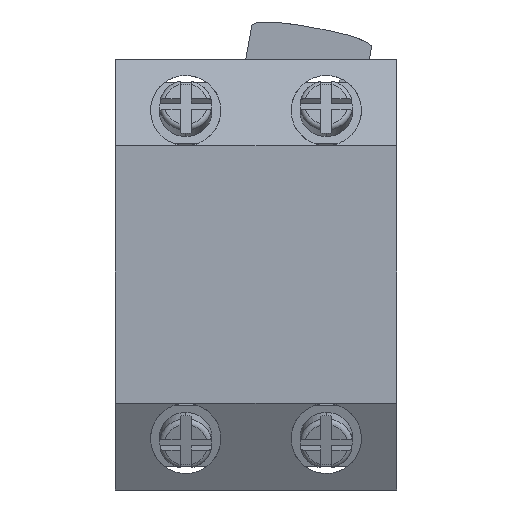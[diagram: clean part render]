
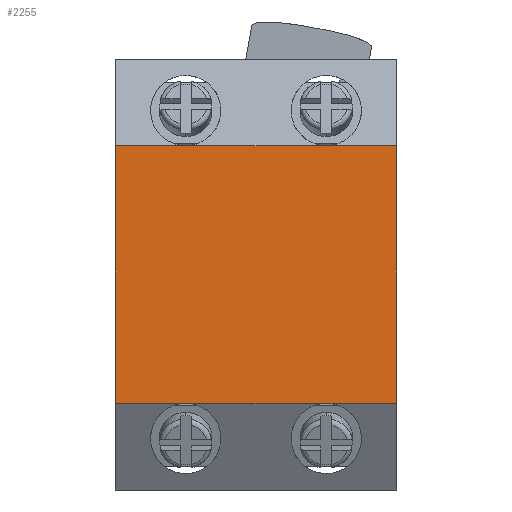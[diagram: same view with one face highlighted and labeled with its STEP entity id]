
A CAD part, front view. The second image highlights one B-rep face of the part: STEP entity #2255.
In plain terms, the highlighted planar face has unit normal (0, -1, 0).
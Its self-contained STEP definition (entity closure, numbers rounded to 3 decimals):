
#43 = CARTESIAN_POINT ( 'NONE',  ( 7.5, 0., -13.75 ) ) ;
#614 = VECTOR ( 'NONE', #3629, 1000. ) ;
#811 = FACE_OUTER_BOUND ( 'NONE', #9003, .T. ) ;
#924 = DIRECTION ( 'NONE',  ( 0., 0., -1. ) ) ;
#1076 = DIRECTION ( 'NONE',  ( -1., 0., 0. ) ) ;
#1200 = CARTESIAN_POINT ( 'NONE',  ( 7.5, 0., 13.75 ) ) ;
#1273 = LINE ( 'NONE', #4853, #4938 ) ;
#1312 = DIRECTION ( 'NONE',  ( -1., 0., 0. ) ) ;
#1452 = EDGE_CURVE ( 'NONE', #8644, #10221, #1894, .T. ) ;
#1503 = EDGE_CURVE ( 'NONE', #6001, #2320, #4404, .T. ) ;
#1563 = VERTEX_POINT ( 'NONE', #6097 ) ;
#1866 = CARTESIAN_POINT ( 'NONE',  ( 30., 0., 13.75 ) ) ;
#1894 = LINE ( 'NONE', #4233, #8236 ) ;
#2049 = VECTOR ( 'NONE', #1312, 1000. ) ;
#2255 = ADVANCED_FACE ( 'NONE', ( #811 ), #6659, .F. ) ;
#2304 = VECTOR ( 'NONE', #3800, 1000. ) ;
#2320 = VERTEX_POINT ( 'NONE', #4234 ) ;
#2493 = ORIENTED_EDGE ( 'NONE', *, *, #4372, .F. ) ;
#2579 = EDGE_CURVE ( 'NONE', #6407, #8644, #3758, .T. ) ;
#2861 = CARTESIAN_POINT ( 'NONE',  ( 30., 0., 13.75 ) ) ;
#2947 = LINE ( 'NONE', #1866, #614 ) ;
#3025 = ORIENTED_EDGE ( 'NONE', *, *, #4421, .T. ) ;
#3234 = ORIENTED_EDGE ( 'NONE', *, *, #2579, .F. ) ;
#3396 = ORIENTED_EDGE ( 'NONE', *, *, #8878, .F. ) ;
#3629 = DIRECTION ( 'NONE',  ( -1., 0., 0. ) ) ;
#3756 = DIRECTION ( 'NONE',  ( -1., 0., 0. ) ) ;
#3758 = LINE ( 'NONE', #7795, #2049 ) ;
#3800 = DIRECTION ( 'NONE',  ( -1., 0., 0. ) ) ;
#3926 = CARTESIAN_POINT ( 'NONE',  ( 30., 0., 13.75 ) ) ;
#4233 = CARTESIAN_POINT ( 'NONE',  ( 30., 0., -13.75 ) ) ;
#4234 = CARTESIAN_POINT ( 'NONE',  ( 0., 0., 13.75 ) ) ;
#4372 = EDGE_CURVE ( 'NONE', #10221, #1563, #10678, .T. ) ;
#4404 = LINE ( 'NONE', #2861, #5681 ) ;
#4421 = EDGE_CURVE ( 'NONE', #2320, #1563, #9911, .T. ) ;
#4747 = ORIENTED_EDGE ( 'NONE', *, *, #1452, .F. ) ;
#4853 = CARTESIAN_POINT ( 'NONE',  ( 30., 0., -13.75 ) ) ;
#4938 = VECTOR ( 'NONE', #7383, 1000. ) ;
#5091 = EDGE_CURVE ( 'NONE', #8558, #6001, #8754, .T. ) ;
#5164 = DIRECTION ( 'NONE',  ( -1., 0., 0. ) ) ;
#5681 = VECTOR ( 'NONE', #1076, 1000. ) ;
#5791 = VECTOR ( 'NONE', #5164, 1000. ) ;
#6001 = VERTEX_POINT ( 'NONE', #1200 ) ;
#6017 = CARTESIAN_POINT ( 'NONE',  ( 30., 0., -13.75 ) ) ;
#6097 = CARTESIAN_POINT ( 'NONE',  ( 0., 0., -13.75 ) ) ;
#6303 = VECTOR ( 'NONE', #924, 1000. ) ;
#6407 = VERTEX_POINT ( 'NONE', #6017 ) ;
#6419 = CARTESIAN_POINT ( 'NONE',  ( 22.5, 0., -13.75 ) ) ;
#6589 = ORIENTED_EDGE ( 'NONE', *, *, #5091, .T. ) ;
#6659 = PLANE ( 'NONE',  #8208 ) ;
#6693 = DIRECTION ( 'NONE',  ( 0., 0., 1. ) ) ;
#6847 = CARTESIAN_POINT ( 'NONE',  ( 30., 0., -13.75 ) ) ;
#6901 = VERTEX_POINT ( 'NONE', #8230 ) ;
#7383 = DIRECTION ( 'NONE',  ( 0., 0., -1. ) ) ;
#7626 = ORIENTED_EDGE ( 'NONE', *, *, #1503, .T. ) ;
#7795 = CARTESIAN_POINT ( 'NONE',  ( 30., 0., -13.75 ) ) ;
#7966 = CARTESIAN_POINT ( 'NONE',  ( 22.5, 0., 13.75 ) ) ;
#8208 = AXIS2_PLACEMENT_3D ( 'NONE', #8375, #8303, #6693 ) ;
#8230 = CARTESIAN_POINT ( 'NONE',  ( 30., 0., 13.75 ) ) ;
#8236 = VECTOR ( 'NONE', #3756, 1000. ) ;
#8303 = DIRECTION ( 'NONE',  ( 0., 1., 0. ) ) ;
#8375 = CARTESIAN_POINT ( 'NONE',  ( 30., 0., -13.75 ) ) ;
#8422 = CARTESIAN_POINT ( 'NONE',  ( 0., 0., -13.75 ) ) ;
#8558 = VERTEX_POINT ( 'NONE', #7966 ) ;
#8644 = VERTEX_POINT ( 'NONE', #6419 ) ;
#8754 = LINE ( 'NONE', #3926, #2304 ) ;
#8878 = EDGE_CURVE ( 'NONE', #6901, #6407, #1273, .T. ) ;
#9003 = EDGE_LOOP ( 'NONE', ( #3025, #2493, #4747, #3234, #3396, #10279, #6589, #7626 ) ) ;
#9017 = EDGE_CURVE ( 'NONE', #6901, #8558, #2947, .T. ) ;
#9911 = LINE ( 'NONE', #8422, #6303 ) ;
#10221 = VERTEX_POINT ( 'NONE', #43 ) ;
#10279 = ORIENTED_EDGE ( 'NONE', *, *, #9017, .T. ) ;
#10678 = LINE ( 'NONE', #6847, #5791 ) ;
